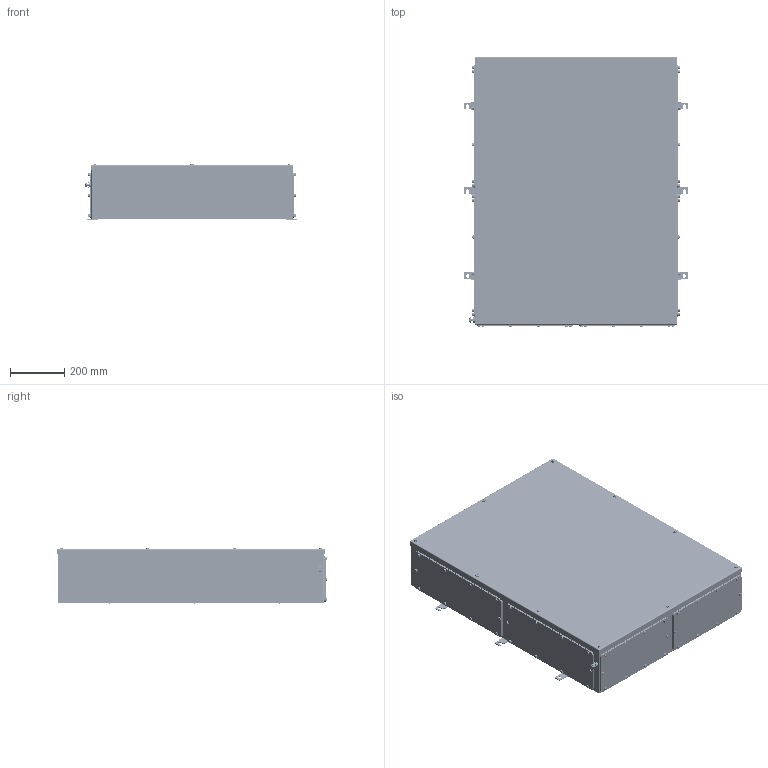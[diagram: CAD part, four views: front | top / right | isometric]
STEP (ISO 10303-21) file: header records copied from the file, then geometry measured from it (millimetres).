
FILE_DESCRIPTION(('CATIA V5 STEP Exchange','CAx-IF Rec.Pracs.--- Model Styling and Organization---1.4--- 2014-01-23'),'2;1');
FILE_NAME ('008712-4_3_1196730000_1196730000.stp','2019-09-25T11:58:11+00:00',('none'),('Weidmueller'),'CATIA Version 5-6 Release 2016 SP3 HF44','CATIA V5 STEP AP214','none');
FILE_SCHEMA(('AUTOMOTIVE_DESIGN { 1 0 10303 214 1 1 1 1 }'));
Products named in the file (1): 1196730000
Bounding box: 821 x 993.5 x 208.5 mm (x, y, z)
Volume: 4925024.2 mm3; surface area: 5392607.5 mm2
Topology: 189 solids, 189 shells, 3809 faces, 8734 edges, 5519 vertices
Faces by surface type: cylinder 1890, plane 1451, cone 446, sphere 16, torus 6
Entity records: 102806 total; most frequent: CARTESIAN_POINT 21996, ORIENTED_EDGE 17120, DIRECTION 13557, EDGE_CURVE 8560, AXIS2_PLACEMENT_3D 6249, VERTEX_POINT 5519, EDGE_LOOP 4663, VECTOR 4534
